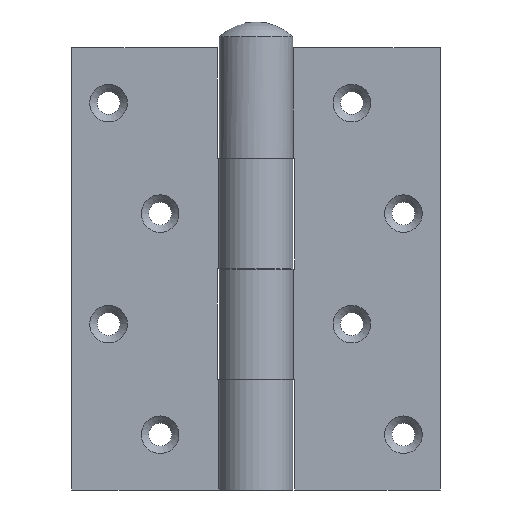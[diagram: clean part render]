
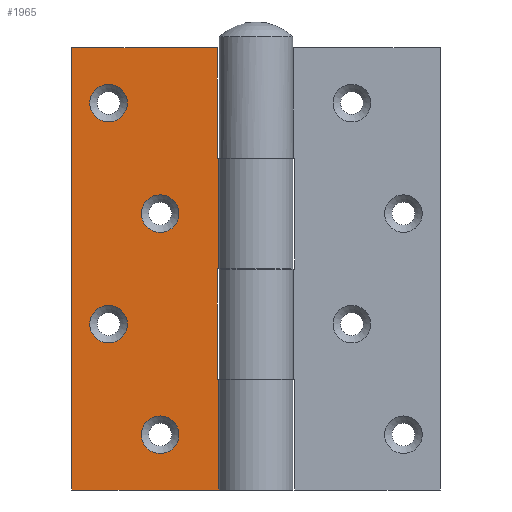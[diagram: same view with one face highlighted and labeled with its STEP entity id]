
A CAD part, left-side view. The second image highlights one B-rep face of the part: STEP entity #1965.
In plain terms, the highlighted planar face has unit normal (-1, 0, 0).
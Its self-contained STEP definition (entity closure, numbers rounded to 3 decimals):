
#16=FACE_BOUND('',#274,.T.);
#17=FACE_BOUND('',#275,.T.);
#18=FACE_BOUND('',#276,.T.);
#19=FACE_BOUND('',#277,.T.);
#81=PLANE('',#2094);
#164=FACE_OUTER_BOUND('',#273,.T.);
#273=EDGE_LOOP('',(#1362,#1363,#1364,#1365,#1366,#1367,#1368,#1369,#1370,
#1371));
#274=EDGE_LOOP('',(#1372));
#275=EDGE_LOOP('',(#1373));
#276=EDGE_LOOP('',(#1374));
#277=EDGE_LOOP('',(#1375));
#420=LINE('',#2855,#589);
#424=LINE('',#2870,#593);
#427=LINE('',#2878,#596);
#431=LINE('',#2893,#600);
#434=LINE('',#2907,#603);
#443=LINE('',#2928,#612);
#445=LINE('',#2932,#614);
#447=LINE('',#2941,#616);
#448=LINE('',#2943,#617);
#449=LINE('',#2944,#618);
#589=VECTOR('',#2277,0.296);
#593=VECTOR('',#2291,30.05);
#596=VECTOR('',#2296,0.296);
#600=VECTOR('',#2310,30.1);
#603=VECTOR('',#2323,0.296);
#612=VECTOR('',#2348,29.95);
#614=VECTOR('',#2354,29.9);
#616=VECTOR('',#2364,39.538);
#617=VECTOR('',#2365,120.);
#618=VECTOR('',#2366,39.834);
#772=CIRCLE('',#2093,5.1);
#773=CIRCLE('',#2095,5.1);
#774=CIRCLE('',#2096,5.1);
#775=CIRCLE('',#2097,5.1);
#854=VERTEX_POINT('',#2852);
#855=VERTEX_POINT('',#2854);
#861=VERTEX_POINT('',#2868);
#864=VERTEX_POINT('',#2875);
#865=VERTEX_POINT('',#2877);
#871=VERTEX_POINT('',#2891);
#877=VERTEX_POINT('',#2905);
#881=VERTEX_POINT('',#2927);
#883=VERTEX_POINT('',#2937);
#884=VERTEX_POINT('',#2940);
#885=VERTEX_POINT('',#2942);
#886=VERTEX_POINT('',#2945);
#887=VERTEX_POINT('',#2947);
#888=VERTEX_POINT('',#2949);
#1037=EDGE_CURVE('',#855,#854,#420,.T.);
#1045=EDGE_CURVE('',#854,#861,#424,.T.);
#1048=EDGE_CURVE('',#865,#864,#427,.T.);
#1056=EDGE_CURVE('',#864,#871,#431,.T.);
#1063=EDGE_CURVE('',#871,#877,#434,.T.);
#1074=EDGE_CURVE('',#865,#881,#443,.T.);
#1077=EDGE_CURVE('',#855,#877,#445,.T.);
#1080=EDGE_CURVE('',#883,#883,#772,.T.);
#1081=EDGE_CURVE('',#861,#884,#447,.T.);
#1082=EDGE_CURVE('',#884,#885,#448,.T.);
#1083=EDGE_CURVE('',#885,#881,#449,.T.);
#1084=EDGE_CURVE('',#886,#886,#773,.T.);
#1085=EDGE_CURVE('',#887,#887,#774,.T.);
#1086=EDGE_CURVE('',#888,#888,#775,.T.);
#1362=ORIENTED_EDGE('',*,*,#1045,.T.);
#1363=ORIENTED_EDGE('',*,*,#1081,.T.);
#1364=ORIENTED_EDGE('',*,*,#1082,.T.);
#1365=ORIENTED_EDGE('',*,*,#1083,.T.);
#1366=ORIENTED_EDGE('',*,*,#1074,.F.);
#1367=ORIENTED_EDGE('',*,*,#1048,.T.);
#1368=ORIENTED_EDGE('',*,*,#1056,.T.);
#1369=ORIENTED_EDGE('',*,*,#1063,.T.);
#1370=ORIENTED_EDGE('',*,*,#1077,.F.);
#1371=ORIENTED_EDGE('',*,*,#1037,.T.);
#1372=ORIENTED_EDGE('',*,*,#1084,.F.);
#1373=ORIENTED_EDGE('',*,*,#1085,.F.);
#1374=ORIENTED_EDGE('',*,*,#1086,.F.);
#1375=ORIENTED_EDGE('',*,*,#1080,.F.);
#1965=ADVANCED_FACE('',(#164,#16,#17,#18,#19),#81,.T.);
#2093=AXIS2_PLACEMENT_3D('',#2938,#2360,#2361);
#2094=AXIS2_PLACEMENT_3D('',#2939,#2362,#2363);
#2095=AXIS2_PLACEMENT_3D('',#2946,#2367,#2368);
#2096=AXIS2_PLACEMENT_3D('',#2948,#2369,#2370);
#2097=AXIS2_PLACEMENT_3D('',#2950,#2371,#2372);
#2277=DIRECTION('',(0.,1.,0.));
#2291=DIRECTION('',(0.,0.,1.));
#2296=DIRECTION('',(0.,1.,0.));
#2310=DIRECTION('',(0.,0.,1.));
#2323=DIRECTION('',(0.,-1.,0.));
#2348=DIRECTION('',(0.,0.,-1.));
#2354=DIRECTION('',(0.,0.,-1.));
#2360=DIRECTION('center_axis',(-1.,0.,0.));
#2361=DIRECTION('ref_axis',(0.,1.,0.));
#2362=DIRECTION('center_axis',(-1.,0.,0.));
#2363=DIRECTION('ref_axis',(0.,0.,1.));
#2364=DIRECTION('',(0.,1.,0.));
#2365=DIRECTION('',(0.,0.,-1.));
#2366=DIRECTION('',(0.,-1.,0.));
#2367=DIRECTION('center_axis',(-1.,0.,0.));
#2368=DIRECTION('ref_axis',(0.,1.,0.));
#2369=DIRECTION('center_axis',(-1.,0.,0.));
#2370=DIRECTION('ref_axis',(0.,1.,0.));
#2371=DIRECTION('center_axis',(-1.,0.,0.));
#2372=DIRECTION('ref_axis',(0.,1.,0.));
#2852=CARTESIAN_POINT('',(0.,60.462,-30.05));
#2854=CARTESIAN_POINT('',(0.,60.166,-30.05));
#2855=CARTESIAN_POINT('',(0.,70.,-30.05));
#2868=CARTESIAN_POINT('',(0.,60.462,0.));
#2870=CARTESIAN_POINT('',(0.,60.462,-15.025));
#2875=CARTESIAN_POINT('',(0.,60.462,-90.05));
#2877=CARTESIAN_POINT('',(0.,60.166,-90.05));
#2878=CARTESIAN_POINT('',(0.,70.,-90.05));
#2891=CARTESIAN_POINT('',(0.,60.462,-59.95));
#2893=CARTESIAN_POINT('',(0.,60.462,-45.025));
#2905=CARTESIAN_POINT('',(0.,60.166,-59.95));
#2907=CARTESIAN_POINT('',(0.,80.231,-59.95));
#2927=CARTESIAN_POINT('',(0.,60.166,-120.));
#2928=CARTESIAN_POINT('',(0.,60.166,0.));
#2932=CARTESIAN_POINT('',(0.,60.166,0.));
#2937=CARTESIAN_POINT('',(0.,84.9,-15.));
#2938=CARTESIAN_POINT('Origin',(0.,90.,-15.));
#2939=CARTESIAN_POINT('Origin',(0.,100.,0.));
#2940=CARTESIAN_POINT('',(0.,100.,0.));
#2941=CARTESIAN_POINT('',(0.,60.166,0.));
#2942=CARTESIAN_POINT('',(0.,100.,-120.));
#2943=CARTESIAN_POINT('',(0.,100.,0.));
#2944=CARTESIAN_POINT('',(0.,60.166,-120.));
#2945=CARTESIAN_POINT('',(0.,84.9,-75.));
#2946=CARTESIAN_POINT('Origin',(0.,90.,-75.));
#2947=CARTESIAN_POINT('',(0.,70.9,-45.));
#2948=CARTESIAN_POINT('Origin',(0.,76.,
-45.));
#2949=CARTESIAN_POINT('',(0.,70.9,-105.));
#2950=CARTESIAN_POINT('Origin',(0.,76.,
-105.));
